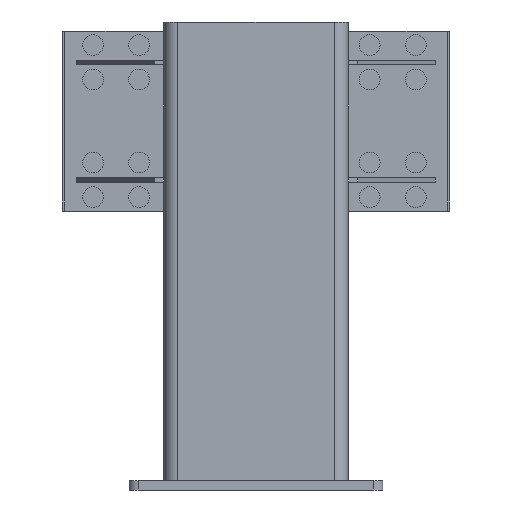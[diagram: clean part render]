
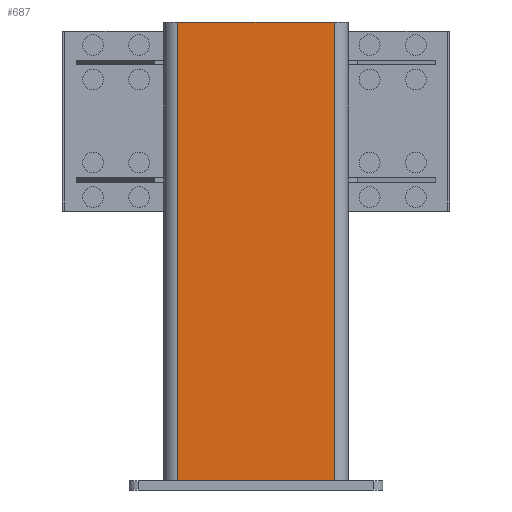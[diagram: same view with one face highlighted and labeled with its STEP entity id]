
A CAD part, left-side view. The second image highlights one B-rep face of the part: STEP entity #687.
In plain terms, the highlighted planar face has unit normal (-1, 0, 0).
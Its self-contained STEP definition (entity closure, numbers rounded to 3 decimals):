
#496 = ORIENTED_EDGE ( 'NONE', *, *, #794, .F. ) ;
#497 = ORIENTED_EDGE ( 'NONE', *, *, #690, .F. ) ;
#579 = VERTEX_POINT ( 'NONE', #2628 ) ;
#581 = EDGE_CURVE ( 'NONE', #579, #582, #2627, .T. ) ;
#582 = VERTEX_POINT ( 'NONE', #2623 ) ;
#687 = ADVANCED_FACE ( 'NONE', ( #2719 ), #2718, .F. ) ;
#688 = EDGE_LOOP ( 'NONE', ( #689, #496, #497, #692 ) ) ;
#689 = ORIENTED_EDGE ( 'NONE', *, *, #581, .F. ) ;
#690 = EDGE_CURVE ( 'NONE', #691, #795, #2713, .T. ) ;
#691 = VERTEX_POINT ( 'NONE', #2709 ) ;
#692 = ORIENTED_EDGE ( 'NONE', *, *, #693, .F. ) ;
#693 = EDGE_CURVE ( 'NONE', #582, #691, #2757, .T. ) ;
#794 = EDGE_CURVE ( 'NONE', #795, #579, #3125, .T. ) ;
#795 = VERTEX_POINT ( 'NONE', #3121 ) ;
#2623 = CARTESIAN_POINT ( 'NONE',  ( 375., 670., -780. ) ) ;
#2624 = DIRECTION ( 'NONE',  ( 0., 1., 0. ) ) ;
#2625 = VECTOR ( 'NONE', #2624, 1000. ) ;
#2626 = CARTESIAN_POINT ( 'NONE',  ( 375., 330., -780. ) ) ;
#2627 = LINE ( 'NONE', #2626, #2625 ) ;
#2628 = CARTESIAN_POINT ( 'NONE',  ( 375., 330., -780. ) ) ;
#2709 = CARTESIAN_POINT ( 'NONE',  ( 375., 670., 215. ) ) ;
#2710 = DIRECTION ( 'NONE',  ( 0., -1., 0. ) ) ;
#2711 = VECTOR ( 'NONE', #2710, 1000. ) ;
#2712 = CARTESIAN_POINT ( 'NONE',  ( 375., 330., 215. ) ) ;
#2713 = LINE ( 'NONE', #2712, #2711 ) ;
#2714 = DIRECTION ( 'NONE',  ( 0., 0., -1. ) ) ;
#2715 = DIRECTION ( 'NONE',  ( 1., 0., 0. ) ) ;
#2716 = AXIS2_PLACEMENT_3D ( 'NONE', #2717, #2715, #2714 ) ;
#2717 = CARTESIAN_POINT ( 'NONE',  ( 375., 330., 215. ) ) ;
#2718 = PLANE ( 'NONE',  #2716 ) ;
#2719 = FACE_OUTER_BOUND ( 'NONE', #688, .T. ) ;
#2754 = DIRECTION ( 'NONE',  ( 0., 0., 1. ) ) ;
#2755 = VECTOR ( 'NONE', #2754, 1000. ) ;
#2756 = CARTESIAN_POINT ( 'NONE',  ( 375., 670., 215. ) ) ;
#2757 = LINE ( 'NONE', #2756, #2755 ) ;
#3121 = CARTESIAN_POINT ( 'NONE',  ( 375., 330., 215. ) ) ;
#3122 = DIRECTION ( 'NONE',  ( 0., 0., -1. ) ) ;
#3123 = VECTOR ( 'NONE', #3122, 1000. ) ;
#3124 = CARTESIAN_POINT ( 'NONE',  ( 375., 330., 215. ) ) ;
#3125 = LINE ( 'NONE', #3124, #3123 ) ;
